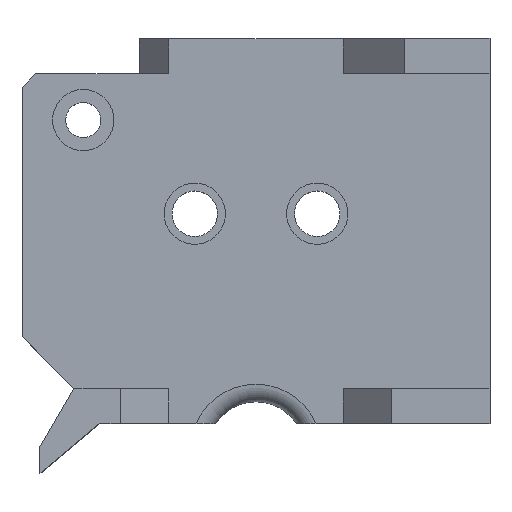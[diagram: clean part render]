
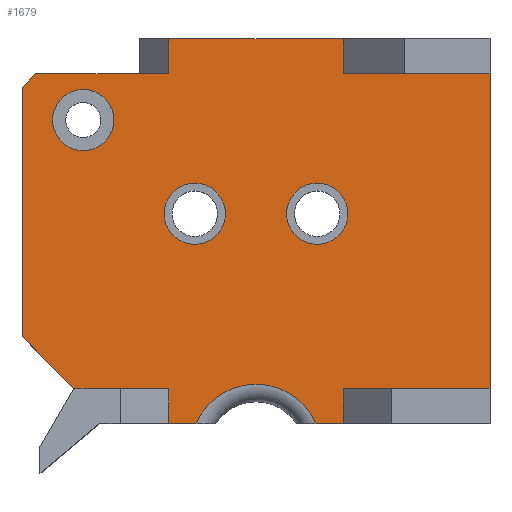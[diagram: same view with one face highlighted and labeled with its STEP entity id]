
A CAD part, top view. The second image highlights one B-rep face of the part: STEP entity #1679.
In plain terms, the highlighted planar face has unit normal (0, 0, 1).
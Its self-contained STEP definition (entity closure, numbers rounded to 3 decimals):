
#56=FACE_BOUND('',#271,.T.);
#57=FACE_BOUND('',#272,.T.);
#58=FACE_BOUND('',#273,.T.);
#92=CIRCLE('',#1796,7.5);
#102=CIRCLE('',#1816,3.5);
#103=CIRCLE('',#1817,3.5);
#104=CIRCLE('',#1818,3.5);
#165=FACE_OUTER_BOUND('',#270,.T.);
#270=EDGE_LOOP('',(#1230,#1231,#1232,#1233,#1234,#1235,#1236,#1237,#1238,
#1239,#1240,#1241,#1242,#1243,#1244,#1245));
#271=EDGE_LOOP('',(#1246));
#272=EDGE_LOOP('',(#1247));
#273=EDGE_LOOP('',(#1248));
#381=LINE('',#2437,#554);
#395=LINE('',#2468,#568);
#396=LINE('',#2472,#569);
#415=LINE('',#2512,#588);
#420=LINE('',#2533,#593);
#430=LINE('',#2595,#603);
#431=LINE('',#2597,#604);
#432=LINE('',#2599,#605);
#433=LINE('',#2601,#606);
#434=LINE('',#2603,#607);
#435=LINE('',#2605,#608);
#436=LINE('',#2606,#609);
#437=LINE('',#2608,#610);
#438=LINE('',#2610,#611);
#439=LINE('',#2611,#612);
#554=VECTOR('',#1941,10.);
#568=VECTOR('',#1963,10.);
#569=VECTOR('',#1968,10.);
#588=VECTOR('',#2001,10.);
#593=VECTOR('',#2008,10.);
#603=VECTOR('',#2074,10.);
#604=VECTOR('',#2075,10.);
#605=VECTOR('',#2076,10.);
#606=VECTOR('',#2077,10.);
#607=VECTOR('',#2078,10.);
#608=VECTOR('',#2079,10.);
#609=VECTOR('',#2080,10.);
#610=VECTOR('',#2081,10.);
#611=VECTOR('',#2082,10.);
#612=VECTOR('',#2083,10.);
#729=VERTEX_POINT('',#2434);
#730=VERTEX_POINT('',#2436);
#743=VERTEX_POINT('',#2466);
#744=VERTEX_POINT('',#2471);
#757=VERTEX_POINT('',#2509);
#758=VERTEX_POINT('',#2511);
#762=VERTEX_POINT('',#2521);
#763=VERTEX_POINT('',#2532);
#769=VERTEX_POINT('',#2551);
#778=VERTEX_POINT('',#2596);
#779=VERTEX_POINT('',#2598);
#780=VERTEX_POINT('',#2600);
#781=VERTEX_POINT('',#2602);
#782=VERTEX_POINT('',#2604);
#783=VERTEX_POINT('',#2607);
#784=VERTEX_POINT('',#2609);
#785=VERTEX_POINT('',#2612);
#786=VERTEX_POINT('',#2614);
#787=VERTEX_POINT('',#2616);
#885=EDGE_CURVE('',#730,#729,#381,.T.);
#901=EDGE_CURVE('',#729,#743,#395,.T.);
#903=EDGE_CURVE('',#744,#730,#396,.T.);
#923=EDGE_CURVE('',#757,#758,#415,.T.);
#929=EDGE_CURVE('',#762,#763,#420,.T.);
#938=EDGE_CURVE('',#769,#762,#92,.T.);
#953=EDGE_CURVE('',#743,#763,#430,.T.);
#954=EDGE_CURVE('',#778,#769,#431,.T.);
#955=EDGE_CURVE('',#779,#778,#432,.T.);
#956=EDGE_CURVE('',#779,#780,#433,.T.);
#957=EDGE_CURVE('',#780,#781,#434,.T.);
#958=EDGE_CURVE('',#781,#782,#435,.T.);
#959=EDGE_CURVE('',#782,#758,#436,.T.);
#960=EDGE_CURVE('',#783,#757,#437,.T.);
#961=EDGE_CURVE('',#783,#784,#438,.T.);
#962=EDGE_CURVE('',#784,#744,#439,.T.);
#963=EDGE_CURVE('',#785,#785,#102,.T.);
#964=EDGE_CURVE('',#786,#786,#103,.T.);
#965=EDGE_CURVE('',#787,#787,#104,.T.);
#1230=ORIENTED_EDGE('',*,*,#885,.T.);
#1231=ORIENTED_EDGE('',*,*,#901,.T.);
#1232=ORIENTED_EDGE('',*,*,#953,.T.);
#1233=ORIENTED_EDGE('',*,*,#929,.F.);
#1234=ORIENTED_EDGE('',*,*,#938,.F.);
#1235=ORIENTED_EDGE('',*,*,#954,.F.);
#1236=ORIENTED_EDGE('',*,*,#955,.F.);
#1237=ORIENTED_EDGE('',*,*,#956,.T.);
#1238=ORIENTED_EDGE('',*,*,#957,.T.);
#1239=ORIENTED_EDGE('',*,*,#958,.T.);
#1240=ORIENTED_EDGE('',*,*,#959,.T.);
#1241=ORIENTED_EDGE('',*,*,#923,.F.);
#1242=ORIENTED_EDGE('',*,*,#960,.F.);
#1243=ORIENTED_EDGE('',*,*,#961,.T.);
#1244=ORIENTED_EDGE('',*,*,#962,.T.);
#1245=ORIENTED_EDGE('',*,*,#903,.T.);
#1246=ORIENTED_EDGE('',*,*,#963,.T.);
#1247=ORIENTED_EDGE('',*,*,#964,.T.);
#1248=ORIENTED_EDGE('',*,*,#965,.T.);
#1599=PLANE('',#1815);
#1679=ADVANCED_FACE('',(#165,#56,#57,#58),#1599,.T.);
#1796=AXIS2_PLACEMENT_3D('',#2562,#2029,#2030);
#1815=AXIS2_PLACEMENT_3D('',#2594,#2072,#2073);
#1816=AXIS2_PLACEMENT_3D('',#2613,#2084,#2085);
#1817=AXIS2_PLACEMENT_3D('',#2615,#2086,#2087);
#1818=AXIS2_PLACEMENT_3D('',#2617,#2088,#2089);
#1941=DIRECTION('',(0.707,-0.707,0.));
#1963=DIRECTION('',(1.,0.,0.));
#1968=DIRECTION('',(0.,-1.,0.));
#2001=DIRECTION('',(1.,0.,0.));
#2008=DIRECTION('',(-1.,0.,0.));
#2029=DIRECTION('center_axis',(0.,0.,1.));
#2030=DIRECTION('ref_axis',(0.,1.,0.));
#2072=DIRECTION('center_axis',(0.,0.,1.));
#2073=DIRECTION('ref_axis',(1.,0.,0.));
#2074=DIRECTION('',(0.,-1.,0.));
#2075=DIRECTION('',(-1.,0.,0.));
#2076=DIRECTION('',(0.,-1.,0.));
#2077=DIRECTION('',(1.,0.,0.));
#2078=DIRECTION('',(0.,1.,0.));
#2079=DIRECTION('',(-1.,0.,0.));
#2080=DIRECTION('',(0.,1.,0.));
#2081=DIRECTION('',(0.,1.,0.));
#2082=DIRECTION('',(-1.,0.,0.));
#2083=DIRECTION('',(-0.707,-0.707,0.));
#2084=DIRECTION('center_axis',(0.,0.,-1.));
#2085=DIRECTION('ref_axis',(1.,0.,0.));
#2086=DIRECTION('center_axis',(0.,0.,-1.));
#2087=DIRECTION('ref_axis',(1.,0.,0.));
#2088=DIRECTION('center_axis',(0.,0.,-1.));
#2089=DIRECTION('ref_axis',(1.,0.,0.));
#2434=CARTESIAN_POINT('',(-20.817,-10.,8.));
#2436=CARTESIAN_POINT('',(-26.75,-4.067,8.));
#2437=CARTESIAN_POINT('',(-23.079,-7.737,8.));
#2466=CARTESIAN_POINT('',(-10.,-10.,8.));
#2468=CARTESIAN_POINT('',(-13.375,-10.,8.));
#2471=CARTESIAN_POINT('',(-26.75,24.45,8.));
#2472=CARTESIAN_POINT('',(-26.75,16.225,8.));
#2509=CARTESIAN_POINT('',(-10.,30.,8.));
#2511=CARTESIAN_POINT('',(10.,30.,8.));
#2512=CARTESIAN_POINT('',(-25.2,30.,8.));
#2521=CARTESIAN_POINT('',(-6.874,-14.,8.));
#2532=CARTESIAN_POINT('',(-10.,-14.,8.));
#2533=CARTESIAN_POINT('',(5.,-14.,8.));
#2551=CARTESIAN_POINT('',(6.874,-14.,8.));
#2562=CARTESIAN_POINT('Origin',(0.,-17.,8.));
#2594=CARTESIAN_POINT('Origin',(0.,8.,8.));
#2595=CARTESIAN_POINT('',(-10.,-10.,8.));
#2596=CARTESIAN_POINT('',(10.,-14.,8.));
#2597=CARTESIAN_POINT('',(5.,-14.,8.));
#2598=CARTESIAN_POINT('',(10.,-10.,8.));
#2599=CARTESIAN_POINT('',(10.,-10.,8.));
#2600=CARTESIAN_POINT('',(26.75,-10.,8.));
#2601=CARTESIAN_POINT('',(-13.375,-10.,8.));
#2602=CARTESIAN_POINT('',(26.75,26.,8.));
#2603=CARTESIAN_POINT('',(26.75,-1.,8.));
#2604=CARTESIAN_POINT('',(10.,26.,8.));
#2605=CARTESIAN_POINT('',(13.375,26.,8.));
#2606=CARTESIAN_POINT('',(10.,26.,8.));
#2607=CARTESIAN_POINT('',(-10.,26.,8.));
#2608=CARTESIAN_POINT('',(-10.,26.,8.));
#2609=CARTESIAN_POINT('',(-25.2,26.,8.));
#2610=CARTESIAN_POINT('',(13.375,26.,8.));
#2611=CARTESIAN_POINT('',(-23.4,27.8,8.));
#2612=CARTESIAN_POINT('',(-10.5,10.,8.));
#2613=CARTESIAN_POINT('Origin',(-7.,10.,8.));
#2614=CARTESIAN_POINT('',(-23.25,20.7,8.));
#2615=CARTESIAN_POINT('Origin',(-19.75,20.7,8.));
#2616=CARTESIAN_POINT('',(3.5,10.,8.));
#2617=CARTESIAN_POINT('Origin',(7.,10.,8.));
